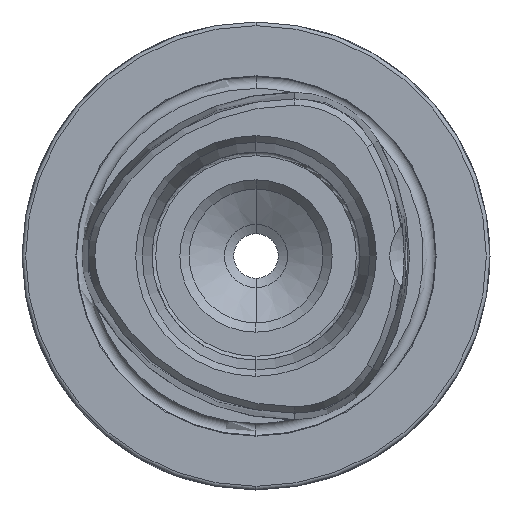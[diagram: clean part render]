
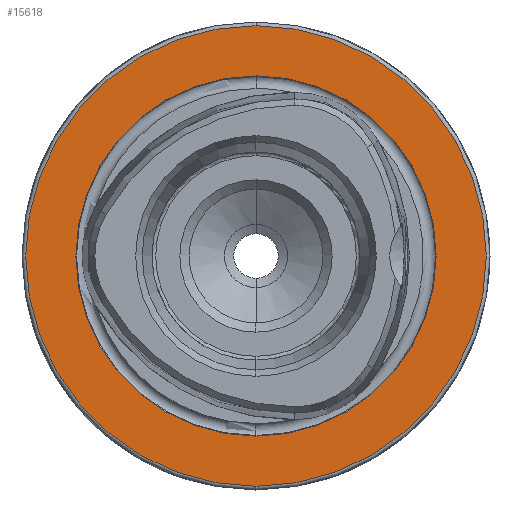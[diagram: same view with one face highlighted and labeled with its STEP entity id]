
A CAD part, left-side view. The second image highlights one B-rep face of the part: STEP entity #15618.
In plain terms, the highlighted planar face has unit normal (-1, 0, 0).
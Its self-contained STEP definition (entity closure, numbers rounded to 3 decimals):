
#177 = CIRCLE ( 'NONE', #11941, 31. ) ;
#178 = CIRCLE ( 'NONE', #11942, 24.25 ) ;
#599 = CARTESIAN_POINT ( 'NONE',  ( 0., 0., 0. ) ) ;
#601 = DIRECTION ( 'NONE',  ( -1., 0., 0. ) ) ;
#602 = DIRECTION ( 'NONE',  ( 0., 0., 1. ) ) ;
#846 = CARTESIAN_POINT ( 'NONE',  ( 0., 0., 0. ) ) ;
#847 = DIRECTION ( 'NONE',  ( -1., 0., 0. ) ) ;
#849 = DIRECTION ( 'NONE',  ( 0., 0., 1. ) ) ;
#1741 = CARTESIAN_POINT ( 'NONE',  ( 0., 0., 0. ) ) ;
#1742 = DIRECTION ( 'NONE',  ( -1., 0., 0. ) ) ;
#1743 = DIRECTION ( 'NONE',  ( 0., 0., 1. ) ) ;
#1746 = CARTESIAN_POINT ( 'NONE',  ( 0., 0., 0. ) ) ;
#1747 = DIRECTION ( 'NONE',  ( -1., 0., 0. ) ) ;
#1748 = DIRECTION ( 'NONE',  ( 0., 0., 1. ) ) ;
#2602 = EDGE_LOOP ( 'NONE', ( #13007, #13073 ) ) ;
#2604 = EDGE_LOOP ( 'NONE', ( #13087, #13264 ) ) ;
#6318 = VERTEX_POINT ( 'NONE', #9359 ) ;
#6319 = VERTEX_POINT ( 'NONE', #9140 ) ;
#6323 = VERTEX_POINT ( 'NONE', #9068 ) ;
#6324 = VERTEX_POINT ( 'NONE', #9106 ) ;
#8479 = AXIS2_PLACEMENT_3D ( 'NONE', #17297, #17298, #17299 ) ;
#9068 = CARTESIAN_POINT ( 'NONE',  ( 0., 0., 31. ) ) ;
#9106 = CARTESIAN_POINT ( 'NONE',  ( 0., 0., -31. ) ) ;
#9140 = CARTESIAN_POINT ( 'NONE',  ( 0., 0., -24.25 ) ) ;
#9359 = CARTESIAN_POINT ( 'NONE',  ( 0., 0., 24.25 ) ) ;
#9649 = CIRCLE ( 'NONE', #11743, 31. ) ;
#9724 = CIRCLE ( 'NONE', #11774, 24.25 ) ;
#10716 = EDGE_CURVE ( 'NONE', #6323, #6324, #9649, .T. ) ;
#10794 = EDGE_CURVE ( 'NONE', #6319, #6318, #9724, .T. ) ;
#11291 = EDGE_CURVE ( 'NONE', #6324, #6323, #177, .T. ) ;
#11292 = EDGE_CURVE ( 'NONE', #6318, #6319, #178, .T. ) ;
#11743 = AXIS2_PLACEMENT_3D ( 'NONE', #599, #601, #602 ) ;
#11774 = AXIS2_PLACEMENT_3D ( 'NONE', #846, #847, #849 ) ;
#11941 = AXIS2_PLACEMENT_3D ( 'NONE', #1741, #1742, #1743 ) ;
#11942 = AXIS2_PLACEMENT_3D ( 'NONE', #1746, #1747, #1748 ) ;
#13007 = ORIENTED_EDGE ( 'NONE', *, *, #11292, .F. ) ;
#13073 = ORIENTED_EDGE ( 'NONE', *, *, #10794, .F. ) ;
#13087 = ORIENTED_EDGE ( 'NONE', *, *, #10716, .T. ) ;
#13264 = ORIENTED_EDGE ( 'NONE', *, *, #11291, .T. ) ;
#15618 = ADVANCED_FACE ( 'NONE', ( #17848, #17852 ), #17290, .F. ) ;
#17290 = PLANE ( 'NONE',  #8479 ) ;
#17297 = CARTESIAN_POINT ( 'NONE',  ( 0., 24.25, 0. ) ) ;
#17298 = DIRECTION ( 'NONE',  ( 1., 0., 0. ) ) ;
#17299 = DIRECTION ( 'NONE',  ( 0., 0., -1. ) ) ;
#17848 = FACE_BOUND ( 'NONE', #2602, .T. ) ;
#17852 = FACE_OUTER_BOUND ( 'NONE', #2604, .T. ) ;
